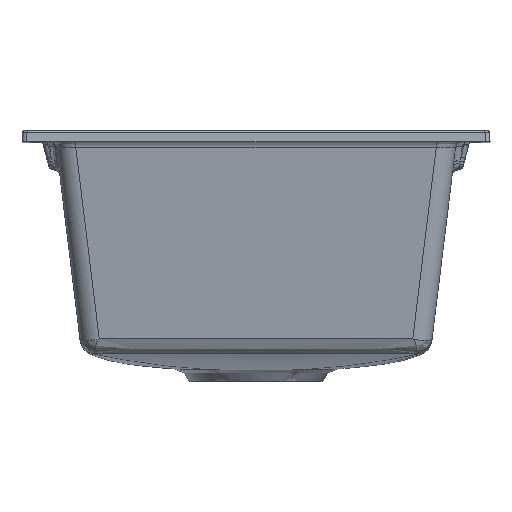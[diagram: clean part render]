
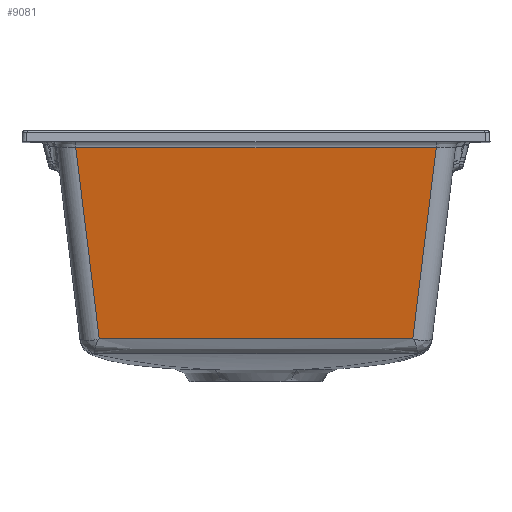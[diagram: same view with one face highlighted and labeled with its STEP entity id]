
A CAD part, top view. The second image highlights one B-rep face of the part: STEP entity #9081.
In plain terms, the highlighted planar face has unit normal (0, -0.122, 0.993).
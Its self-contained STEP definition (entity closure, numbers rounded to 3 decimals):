
#342 = FACE_OUTER_BOUND ( 'NONE', #5918, .T. ) ;
#715 = VERTEX_POINT ( 'NONE', #5465 ) ;
#734 = CARTESIAN_POINT ( 'NONE',  ( -137.714, -182.961, 202.088 ) ) ;
#754 = EDGE_CURVE ( 'NONE', #715, #1408, #13108, .T. ) ;
#1408 = VERTEX_POINT ( 'NONE', #4597 ) ;
#1428 = CARTESIAN_POINT ( 'NONE',  ( -170., -15.025, 222.708 ) ) ;
#1688 = DIRECTION ( 'NONE',  ( -0.121, -0.985, -0.121 ) ) ;
#2260 = CARTESIAN_POINT ( 'NONE',  ( -22.953, -183.369, 202.038 ) ) ;
#2893 = ORIENTED_EDGE ( 'NONE', *, *, #15170, .F. ) ;
#4597 = CARTESIAN_POINT ( 'NONE',  ( -158.334, -15.025, 222.708 ) ) ;
#4777 = DIRECTION ( 'NONE',  ( 0., -0.122, 0.993 ) ) ;
#4842 = PLANE ( 'NONE',  #13671 ) ;
#4889 = LINE ( 'NONE', #1428, #6093 ) ;
#5465 = CARTESIAN_POINT ( 'NONE',  ( -137.714, -182.961, 202.088 ) ) ;
#5918 = EDGE_LOOP ( 'NONE', ( #2893, #12217, #16441, #6920 ) ) ;
#6058 = EDGE_CURVE ( 'NONE', #715, #14596, #9503, .T. ) ;
#6093 = VECTOR ( 'NONE', #13307, 1000. ) ;
#6233 = CARTESIAN_POINT ( 'NONE',  ( 158.334, -15.025, 222.708 ) ) ;
#6920 = ORIENTED_EDGE ( 'NONE', *, *, #6058, .T. ) ;
#6951 = CARTESIAN_POINT ( 'NONE',  ( 137.714, -182.961, 202.088 ) ) ;
#7077 = CARTESIAN_POINT ( 'NONE',  ( -91.81, -183.153, 202.064 ) ) ;
#7166 = CARTESIAN_POINT ( 'NONE',  ( 137.714, -182.961, 202.088 ) ) ;
#8095 = VECTOR ( 'NONE', #10364, 1000. ) ;
#8414 = CARTESIAN_POINT ( 'NONE',  ( 91.81, -183.153, 202.064 ) ) ;
#8613 = CARTESIAN_POINT ( 'NONE',  ( 114.762, -183.054, 202.076 ) ) ;
#9081 = ADVANCED_FACE ( 'NONE', ( #342 ), #4842, .T. ) ;
#9368 = DIRECTION ( 'NONE',  ( 0., -0.993, -0.122 ) ) ;
#9503 = B_SPLINE_CURVE_WITH_KNOTS ( 'NONE', 3,
 ( #734, #17564, #7077, #17703, #2260, #16157, #19332, #8414, #8613, #6951 ),
 .UNSPECIFIED., .F., .F.,
 ( 4, 2, 2, 2, 4 ),
 ( 0., 0.069, 0.138, 0.207, 0.275 ),
 .UNSPECIFIED. ) ;
#9616 = LINE ( 'NONE', #18331, #12511 ) ;
#10364 = DIRECTION ( 'NONE',  ( -0.121, 0.985, 0.121 ) ) ;
#12217 = ORIENTED_EDGE ( 'NONE', *, *, #19612, .T. ) ;
#12511 = VECTOR ( 'NONE', #1688, 1000. ) ;
#13108 = LINE ( 'NONE', #19540, #8095 ) ;
#13307 = DIRECTION ( 'NONE',  ( -1., 0., 0. ) ) ;
#13671 = AXIS2_PLACEMENT_3D ( 'NONE', #15414, #4777, #9368 ) ;
#14596 = VERTEX_POINT ( 'NONE', #7166 ) ;
#15092 = VERTEX_POINT ( 'NONE', #6233 ) ;
#15170 = EDGE_CURVE ( 'NONE', #15092, #14596, #9616, .T. ) ;
#15414 = CARTESIAN_POINT ( 'NONE',  ( -170., -0.853, 224.448 ) ) ;
#16157 = CARTESIAN_POINT ( 'NONE',  ( 22.952, -183.369, 202.038 ) ) ;
#16441 = ORIENTED_EDGE ( 'NONE', *, *, #754, .F. ) ;
#17564 = CARTESIAN_POINT ( 'NONE',  ( -114.762, -183.054, 202.076 ) ) ;
#17703 = CARTESIAN_POINT ( 'NONE',  ( -45.905, -183.312, 202.045 ) ) ;
#18331 = CARTESIAN_POINT ( 'NONE',  ( 154.366, -47.346, 218.739 ) ) ;
#19332 = CARTESIAN_POINT ( 'NONE',  ( 45.905, -183.312, 202.045 ) ) ;
#19540 = CARTESIAN_POINT ( 'NONE',  ( -160.22, 0.33, 224.593 ) ) ;
#19612 = EDGE_CURVE ( 'NONE', #15092, #1408, #4889, .T. ) ;
